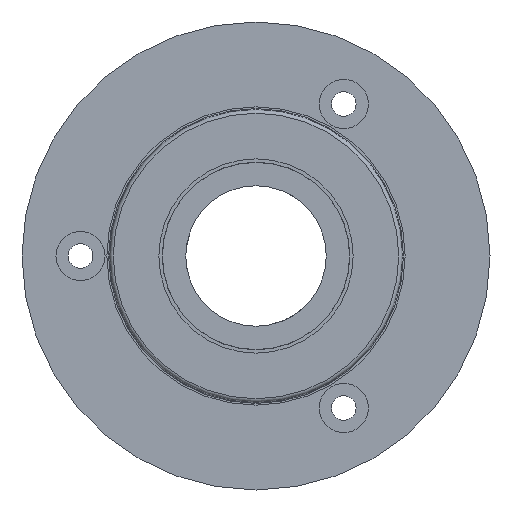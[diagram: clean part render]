
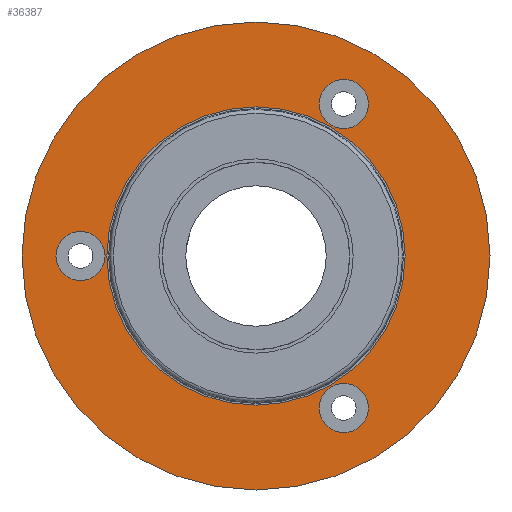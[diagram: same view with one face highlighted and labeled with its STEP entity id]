
A CAD part, left-side view. The second image highlights one B-rep face of the part: STEP entity #36387.
In plain terms, the highlighted planar face has unit normal (-1, 0, 0).
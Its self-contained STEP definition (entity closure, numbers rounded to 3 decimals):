
#658 = FACE_BOUND ( 'NONE', #18883, .T. ) ;
#1283 = EDGE_CURVE ( 'NONE', #57684, #57684, #54623, .T. ) ;
#1794 = CARTESIAN_POINT ( 'NONE',  ( 2.8, 20., 0. ) ) ;
#2494 = DIRECTION ( 'NONE',  ( -1., 0., 0. ) ) ;
#2535 = CARTESIAN_POINT ( 'NONE',  ( 2.8, -5.4, -12.99 ) ) ;
#2803 = DIRECTION ( 'NONE',  ( 1., 0., 0. ) ) ;
#7339 = FACE_OUTER_BOUND ( 'NONE', #73236, .T. ) ;
#13659 = CARTESIAN_POINT ( 'NONE',  ( 2.8, 0., 0. ) ) ;
#14498 = DIRECTION ( 'NONE',  ( 0., 1., 0. ) ) ;
#15093 = EDGE_CURVE ( 'NONE', #16700, #16700, #15168, .T. ) ;
#15168 = CIRCLE ( 'NONE', #60431, 10. ) ;
#16700 = VERTEX_POINT ( 'NONE', #68851 ) ;
#16874 = ORIENTED_EDGE ( 'NONE', *, *, #29169, .F. ) ;
#18515 = DIRECTION ( 'NONE',  ( 0., 1., 0. ) ) ;
#18841 = CARTESIAN_POINT ( 'NONE',  ( 2.8, -7.5, 12.99 ) ) ;
#18883 = EDGE_LOOP ( 'NONE', ( #65545 ) ) ;
#19425 = EDGE_LOOP ( 'NONE', ( #32784 ) ) ;
#22028 = CARTESIAN_POINT ( 'NONE',  ( 2.8, -7.5, -12.99 ) ) ;
#23776 = VERTEX_POINT ( 'NONE', #1794 ) ;
#25218 = VERTEX_POINT ( 'NONE', #2535 ) ;
#29169 = EDGE_CURVE ( 'NONE', #23776, #23776, #42707, .T. ) ;
#29302 = DIRECTION ( 'NONE',  ( 1., 0., 0. ) ) ;
#29604 = EDGE_LOOP ( 'NONE', ( #73056 ) ) ;
#30002 = EDGE_CURVE ( 'NONE', #42339, #42339, #47532, .T. ) ;
#30373 = DIRECTION ( 'NONE',  ( 0., -1., 0. ) ) ;
#31089 = CARTESIAN_POINT ( 'NONE',  ( 2.8, 15., 0. ) ) ;
#32784 = ORIENTED_EDGE ( 'NONE', *, *, #30002, .T. ) ;
#34228 = AXIS2_PLACEMENT_3D ( 'NONE', #53849, #2494, #30373 ) ;
#34323 = DIRECTION ( 'NONE',  ( 0., 1., 0. ) ) ;
#34889 = FACE_BOUND ( 'NONE', #29604, .T. ) ;
#35636 = DIRECTION ( 'NONE',  ( 0., 1., 0. ) ) ;
#36044 = EDGE_CURVE ( 'NONE', #25218, #25218, #52000, .T. ) ;
#36387 = ADVANCED_FACE ( 'NONE', ( #34889, #658, #37088, #42667, #7339 ), #59472, .T. ) ;
#37088 = FACE_BOUND ( 'NONE', #19425, .T. ) ;
#37794 = DIRECTION ( 'NONE',  ( 0., 1., 0. ) ) ;
#37986 = AXIS2_PLACEMENT_3D ( 'NONE', #31089, #2803, #37794 ) ;
#40988 = EDGE_LOOP ( 'NONE', ( #62454 ) ) ;
#42339 = VERTEX_POINT ( 'NONE', #53550 ) ;
#42667 = FACE_BOUND ( 'NONE', #40988, .T. ) ;
#42707 = CIRCLE ( 'NONE', #45103, 20. ) ;
#45103 = AXIS2_PLACEMENT_3D ( 'NONE', #13659, #47241, #18515 ) ;
#45183 = DIRECTION ( 'NONE',  ( 1., 0., 0. ) ) ;
#47241 = DIRECTION ( 'NONE',  ( 1., 0., 0. ) ) ;
#47532 = CIRCLE ( 'NONE', #59442, 2.1 ) ;
#48409 = DIRECTION ( 'NONE',  ( 1., 0., 0. ) ) ;
#52000 = CIRCLE ( 'NONE', #56808, 2.1 ) ;
#53550 = CARTESIAN_POINT ( 'NONE',  ( 2.8, -5.4, 12.99 ) ) ;
#53849 = CARTESIAN_POINT ( 'NONE',  ( 2.8, 10., 0. ) ) ;
#54623 = CIRCLE ( 'NONE', #37986, 2.1 ) ;
#56808 = AXIS2_PLACEMENT_3D ( 'NONE', #22028, #45183, #34323 ) ;
#57684 = VERTEX_POINT ( 'NONE', #67765 ) ;
#59442 = AXIS2_PLACEMENT_3D ( 'NONE', #18841, #29302, #35636 ) ;
#59472 = PLANE ( 'NONE',  #34228 ) ;
#60431 = AXIS2_PLACEMENT_3D ( 'NONE', #66664, #48409, #14498 ) ;
#62454 = ORIENTED_EDGE ( 'NONE', *, *, #15093, .T. ) ;
#65545 = ORIENTED_EDGE ( 'NONE', *, *, #36044, .T. ) ;
#66664 = CARTESIAN_POINT ( 'NONE',  ( 2.8, 0., 0. ) ) ;
#67765 = CARTESIAN_POINT ( 'NONE',  ( 2.8, 17.1, 0. ) ) ;
#68851 = CARTESIAN_POINT ( 'NONE',  ( 2.8, 10., 0. ) ) ;
#73056 = ORIENTED_EDGE ( 'NONE', *, *, #1283, .T. ) ;
#73236 = EDGE_LOOP ( 'NONE', ( #16874 ) ) ;
